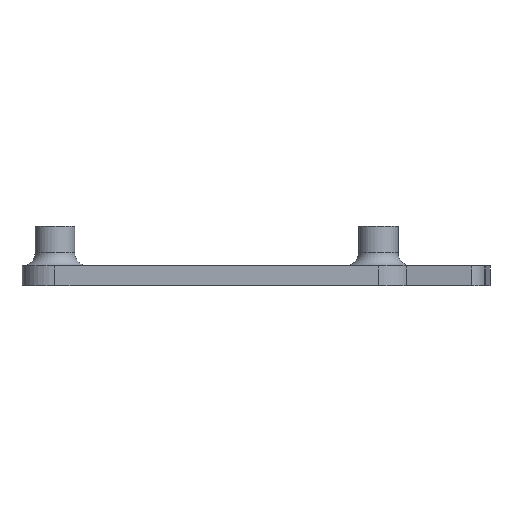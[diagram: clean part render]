
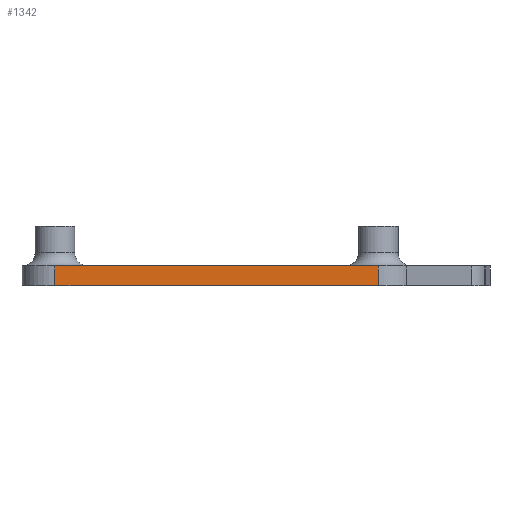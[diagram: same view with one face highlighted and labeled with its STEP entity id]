
A CAD part, left-side view. The second image highlights one B-rep face of the part: STEP entity #1342.
In plain terms, the highlighted planar face has unit normal (-1, 0, 0).
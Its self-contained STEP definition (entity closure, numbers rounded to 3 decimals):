
#183=FACE_OUTER_BOUND('',#283,.T.);
#283=EDGE_LOOP('',(#1137,#1138,#1139,#1140));
#319=LINE('',#1945,#444);
#353=LINE('',#2057,#478);
#400=LINE('',#2235,#525);
#412=LINE('',#2258,#537);
#444=VECTOR('',#1548,10.);
#478=VECTOR('',#1630,10.);
#525=VECTOR('',#1789,10.);
#537=VECTOR('',#1823,10.);
#570=VERTEX_POINT('',#1942);
#571=VERTEX_POINT('',#1944);
#624=VERTEX_POINT('',#2054);
#625=VERTEX_POINT('',#2056);
#698=EDGE_CURVE('',#570,#571,#319,.T.);
#754=EDGE_CURVE('',#624,#625,#353,.T.);
#835=EDGE_CURVE('',#625,#570,#400,.T.);
#847=EDGE_CURVE('',#624,#571,#412,.T.);
#1137=ORIENTED_EDGE('',*,*,#698,.F.);
#1138=ORIENTED_EDGE('',*,*,#835,.F.);
#1139=ORIENTED_EDGE('',*,*,#754,.F.);
#1140=ORIENTED_EDGE('',*,*,#847,.T.);
#1286=PLANE('',#1490);
#1342=ADVANCED_FACE('',(#183),#1286,.T.);
#1490=AXIS2_PLACEMENT_3D('',#2259,#1824,#1825);
#1548=DIRECTION('',(0.,1.,0.));
#1630=DIRECTION('',(0.,-1.,0.));
#1789=DIRECTION('',(0.,0.,-1.));
#1823=DIRECTION('',(0.,0.,-1.));
#1824=DIRECTION('center_axis',(-1.,0.,0.));
#1825=DIRECTION('ref_axis',(0.,1.,0.));
#1942=CARTESIAN_POINT('',(-44.,-9.5,0.));
#1944=CARTESIAN_POINT('',(-44.,39.5,0.));
#1945=CARTESIAN_POINT('',(-44.,0.456,0.));
#2054=CARTESIAN_POINT('',(-44.,39.5,3.));
#2056=CARTESIAN_POINT('',(-44.,-9.5,3.));
#2057=CARTESIAN_POINT('',(-44.,39.5,3.));
#2235=CARTESIAN_POINT('',(-44.,-9.5,3.));
#2258=CARTESIAN_POINT('',(-44.,39.5,3.));
#2259=CARTESIAN_POINT('Origin',(-44.,-9.5,3.));
